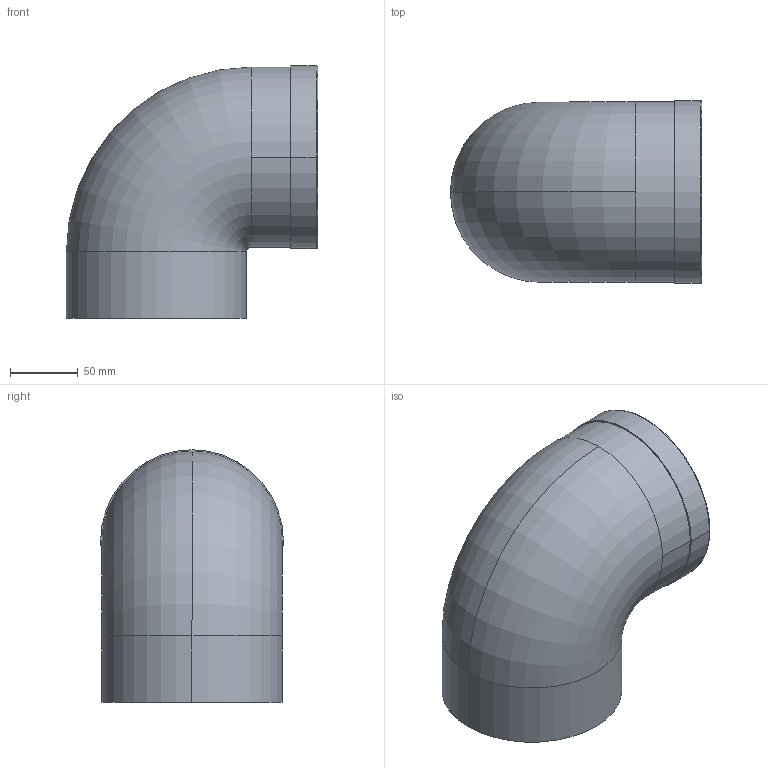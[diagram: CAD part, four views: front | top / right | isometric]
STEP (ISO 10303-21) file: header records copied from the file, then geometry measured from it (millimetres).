
FILE_DESCRIPTION(('STEP AP214'),'1');
FILE_NAME('cctmp_60B4CCBD-3161-4FBB-BEE7-3AD695ACF3BA_2022_03_09_11_43_03_0128..stp','2022-03-09T10:43:03',('Praher Valves GmbH'),('CADClick - www.CADClick.com'),'Spatial InterOp 3D',' ','unknown authorization');
FILE_SCHEMA(('AUTOMOTIVE_DESIGN'));
Length unit declared in the file: millimetre
Products named in the file (1): 70825
Bounding box: 185.5 x 135 x 186.5 mm (x, y, z)
Volume: 975697.1 mm3; surface area: 168204.8 mm2
Topology: 1 solids, 1 shells, 26 faces, 58 edges, 37 vertices
Faces by surface type: cylinder 14, torus 6, plane 6
Entity records: 1252 total; most frequent: CARTESIAN_POINT 404, DIRECTION 148, ORIENTED_EDGE 116, AXIS2_PLACEMENT_3D 67, EDGE_CURVE 58, CIRCLE 40, VERTEX_POINT 37, EDGE_LOOP 31
